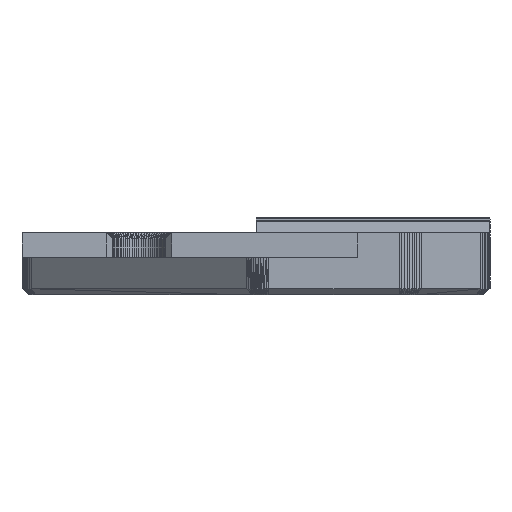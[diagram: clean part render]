
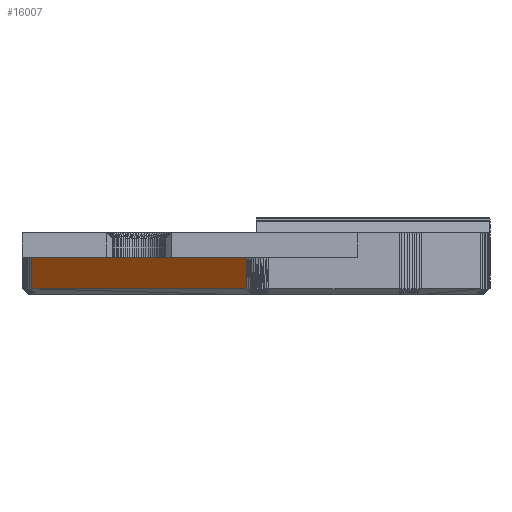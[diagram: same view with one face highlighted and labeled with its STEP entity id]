
A CAD part, left-side view. The second image highlights one B-rep face of the part: STEP entity #16007.
In plain terms, the highlighted planar face has unit normal (-0.707, 0.707, 0).
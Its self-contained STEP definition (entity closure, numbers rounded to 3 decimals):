
#2748 = VERTEX_POINT('',#2749);
#2749 = CARTESIAN_POINT('',(121.914,139.414,
    0.4));
#2787 = VERTEX_POINT('',#2788);
#2788 = CARTESIAN_POINT('',(108.086,125.586,
    0.4));
#2794 = EDGE_CURVE('',#2748,#2787,#2795,.T.);
#2795 = LINE('',#2796,#2797);
#2796 = CARTESIAN_POINT('',(121.914,139.414,
    0.4));
#2797 = VECTOR('',#2798,1.);
#2798 = DIRECTION('',(-0.707,-0.707,0.));
#2824 = EDGE_CURVE('',#2787,#2825,#2827,.T.);
#2825 = VERTEX_POINT('',#2826);
#2826 = CARTESIAN_POINT('',(108.086,125.586,
    2.4));
#2827 = LINE('',#2828,#2829);
#2828 = CARTESIAN_POINT('',(108.086,125.586,
    0.4));
#2829 = VECTOR('',#2830,1.);
#2830 = DIRECTION('',(0.,0.,1.));
#15166 = VERTEX_POINT('',#15167);
#15167 = CARTESIAN_POINT('',(121.914,139.414,
    2.4));
#15173 = EDGE_CURVE('',#2825,#15166,#15174,.T.);
#15174 = LINE('',#15175,#15176);
#15175 = CARTESIAN_POINT('',(108.086,125.586,
    2.4));
#15176 = VECTOR('',#15177,1.);
#15177 = DIRECTION('',(0.707,0.707,0.));
#15996 = EDGE_CURVE('',#2748,#15166,#15997,.T.);
#15997 = LINE('',#15998,#15999);
#15998 = CARTESIAN_POINT('',(121.914,139.414,
    0.4));
#15999 = VECTOR('',#16000,1.);
#16000 = DIRECTION('',(0.,0.,1.));
#16007 = ADVANCED_FACE('',(#16008),#16014,.T.);
#16008 = FACE_BOUND('',#16009,.T.);
#16009 = EDGE_LOOP('',(#16010,#16011,#16012,#16013));
#16010 = ORIENTED_EDGE('',*,*,#15996,.F.);
#16011 = ORIENTED_EDGE('',*,*,#2794,.T.);
#16012 = ORIENTED_EDGE('',*,*,#2824,.T.);
#16013 = ORIENTED_EDGE('',*,*,#15173,.T.);
#16014 = PLANE('',#16015);
#16015 = AXIS2_PLACEMENT_3D('',#16016,#16017,#16018);
#16016 = CARTESIAN_POINT('',(115.,132.5,1.4));
#16017 = DIRECTION('',(-0.707,0.707,0.));
#16018 = DIRECTION('',(-0.707,-0.707,0.));
